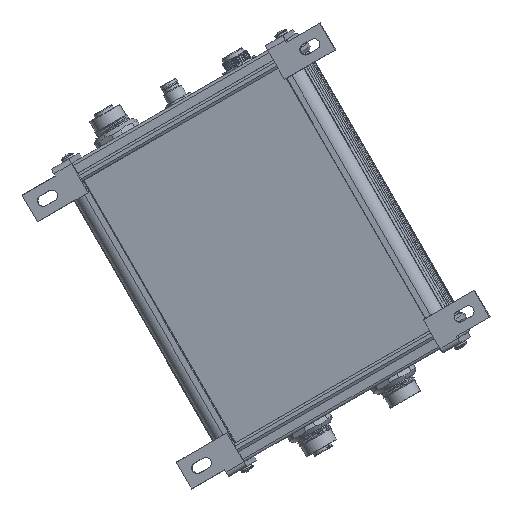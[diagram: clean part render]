
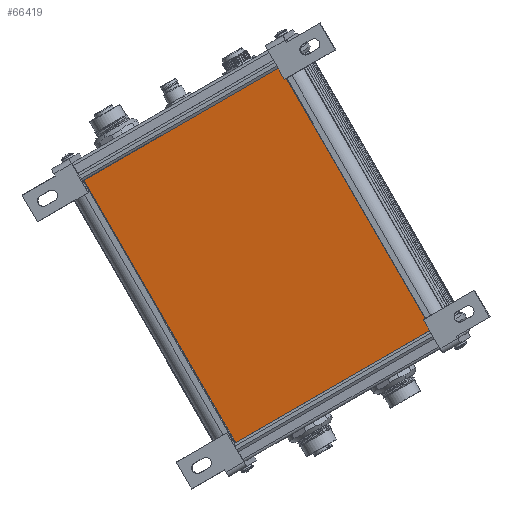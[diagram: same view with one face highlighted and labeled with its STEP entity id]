
A CAD part, front view. The second image highlights one B-rep face of the part: STEP entity #66419.
In plain terms, the highlighted planar face has unit normal (-0.12, -0.99, -0.071).
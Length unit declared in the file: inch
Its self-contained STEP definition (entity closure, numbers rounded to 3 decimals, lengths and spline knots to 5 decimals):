
#523 = EDGE_CURVE ( 'Defeatured_0_241+Defeatured_0_266+Defeatured_0_240+Defeatured_0_242', #36801, #30636, #24261, .T. ) ;
#602 = PLANE ( 'NONE',  #62235 ) ;
#828 = DIRECTION ( 'NONE',  ( -0.5, -0.001, 0.866 ) ) ;
#2638 = ORIENTED_EDGE ( 'NONE', *, *, #50949, .F. ) ;
#3013 = DIRECTION ( 'NONE',  ( 0.5, 0.001, -0.866 ) ) ;
#9578 = VECTOR ( 'NONE', #42561, 39.37008 ) ;
#13909 = CARTESIAN_POINT ( 'NONE',  ( 4.29993, -0.36961, 8.01097 ) ) ;
#18728 = CARTESIAN_POINT ( 'NONE',  ( 7.30516, -0.85624, 9.74571 ) ) ;
#21281 = CARTESIAN_POINT ( 'NONE',  ( 7.32485, -0.85619, 9.71162 ) ) ;
#24261 = LINE ( 'NONE', #70190, #34465 ) ;
#24991 = EDGE_CURVE ( 'Defeatured_0_241+Defeatured_0_5+Defeatured_0_242+Defeatured_0_240', #42859, #30994, #63360, .T. ) ;
#25023 = LINE ( 'NONE', #13909, #52380 ) ;
#26586 = EDGE_LOOP ( 'NONE', ( #32840, #2638, #64421, #36580 ) ) ;
#30636 = VERTEX_POINT ( 'NONE', #45656 ) ;
#30994 = VERTEX_POINT ( 'NONE', #33200 ) ;
#32840 = ORIENTED_EDGE ( 'NONE', *, *, #523, .T. ) ;
#33200 = CARTESIAN_POINT ( 'NONE',  ( 4.31961, -0.36955, 7.97688 ) ) ;
#33327 = LINE ( 'NONE', #18728, #46160 ) ;
#33464 = DIRECTION ( 'NONE',  ( -0.12, -0.99, -0.071 ) ) ;
#33516 = DIRECTION ( 'NONE',  ( 0.858, -0.139, 0.495 ) ) ;
#34465 = VECTOR ( 'NONE', #33516, 39.37008 ) ;
#35192 = FACE_OUTER_BOUND ( 'NONE', #26586, .T. ) ;
#36580 = ORIENTED_EDGE ( 'NONE', *, *, #54371, .T. ) ;
#36801 = VERTEX_POINT ( 'NONE', #44416 ) ;
#42561 = DIRECTION ( 'NONE',  ( -0.858, 0.139, -0.495 ) ) ;
#42859 = VERTEX_POINT ( 'NONE', #68911 ) ;
#44416 = CARTESIAN_POINT ( 'NONE',  ( 6.64293, -0.36286, 3.95389 ) ) ;
#45656 = CARTESIAN_POINT ( 'NONE',  ( 9.64816, -0.8495, 5.68864 ) ) ;
#46160 = VECTOR ( 'NONE', #46411, 39.37008 ) ;
#46411 = DIRECTION ( 'NONE',  ( 0.5, 0.001, -0.866 ) ) ;
#50949 = EDGE_CURVE ( 'Defeatured_0_242+Defeatured_0_241+Defeatured_0_5+Defeatured_0_266', #42859, #30636, #33327, .T. ) ;
#52380 = VECTOR ( 'NONE', #3013, 39.37008 ) ;
#54371 = EDGE_CURVE ( 'Defeatured_0_241+Defeatured_0_240+Defeatured_0_5+Defeatured_0_266', #30994, #36801, #25023, .T. ) ;
#62235 = AXIS2_PLACEMENT_3D ( 'NONE', #66091, #33464, #828 ) ;
#63360 = LINE ( 'NONE', #21281, #9578 ) ;
#64421 = ORIENTED_EDGE ( 'NONE', *, *, #24991, .T. ) ;
#66091 = CARTESIAN_POINT ( 'NONE',  ( 7.30516, -0.85624, 9.74571 ) ) ;
#66419 = ADVANCED_FACE ( 'Defeatured_0_241', ( #35192 ), #602, .T. ) ;
#68911 = CARTESIAN_POINT ( 'NONE',  ( 7.32485, -0.85619, 9.71162 ) ) ;
#70190 = CARTESIAN_POINT ( 'NONE',  ( 6.64293, -0.36286, 3.95389 ) ) ;
